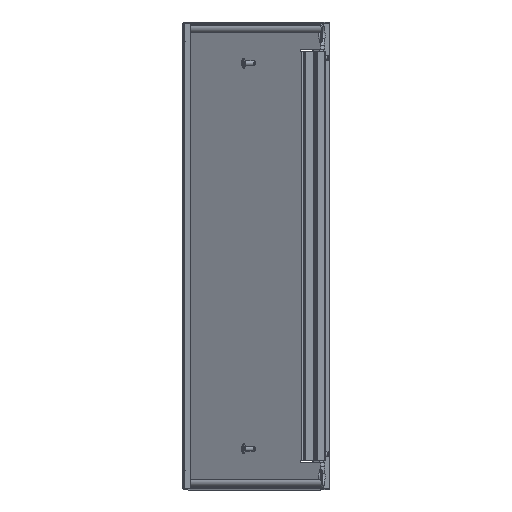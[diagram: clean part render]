
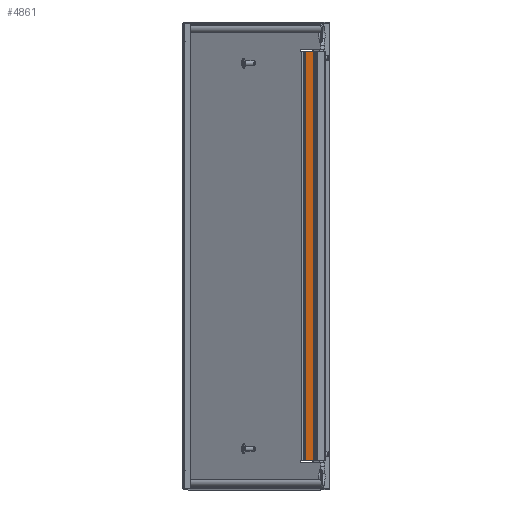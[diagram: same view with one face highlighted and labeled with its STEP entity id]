
A CAD part, left-side view. The second image highlights one B-rep face of the part: STEP entity #4861.
In plain terms, the highlighted face is planar.
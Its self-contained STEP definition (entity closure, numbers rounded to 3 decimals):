
#311 = CARTESIAN_POINT ( 'NONE',  ( -247.505, -16., 510.42 ) ) ;
#364 = CARTESIAN_POINT ( 'NONE',  ( -247.505, -16., 0. ) ) ;
#383 = VERTEX_POINT ( 'NONE', #8064 ) ;
#385 = EDGE_LOOP ( 'NONE', ( #7868, #3888, #590, #8248 ) ) ;
#427 = CARTESIAN_POINT ( 'NONE',  ( -247.505, -3.4, 510.42 ) ) ;
#447 = CARTESIAN_POINT ( 'NONE',  ( -247.505, 0., 15.42 ) ) ;
#590 = ORIENTED_EDGE ( 'NONE', *, *, #2557, .T. ) ;
#1057 = DIRECTION ( 'NONE',  ( 1., 0., 0. ) ) ;
#1201 = LINE ( 'NONE', #2069, #8523 ) ;
#1388 = EDGE_CURVE ( 'NONE', #3375, #4249, #1201, .T. ) ;
#1648 = LINE ( 'NONE', #447, #4557 ) ;
#1830 = DIRECTION ( 'NONE',  ( 0., -1., 0. ) ) ;
#1920 = CARTESIAN_POINT ( 'NONE',  ( -247.505, -16., 15.42 ) ) ;
#2069 = CARTESIAN_POINT ( 'NONE',  ( -247.505, 0., 510.42 ) ) ;
#2418 = DIRECTION ( 'NONE',  ( 0., 0., 1. ) ) ;
#2557 = EDGE_CURVE ( 'NONE', #2950, #3375, #4835, .T. ) ;
#2665 = VECTOR ( 'NONE', #5116, 1000. ) ;
#2950 = VERTEX_POINT ( 'NONE', #1920 ) ;
#3329 = EDGE_CURVE ( 'NONE', #383, #4249, #3383, .T. ) ;
#3375 = VERTEX_POINT ( 'NONE', #311 ) ;
#3383 = LINE ( 'NONE', #6042, #8403 ) ;
#3466 = FACE_OUTER_BOUND ( 'NONE', #385, .T. ) ;
#3888 = ORIENTED_EDGE ( 'NONE', *, *, #7434, .T. ) ;
#4208 = AXIS2_PLACEMENT_3D ( 'NONE', #5709, #1057, #7077 ) ;
#4249 = VERTEX_POINT ( 'NONE', #427 ) ;
#4557 = VECTOR ( 'NONE', #1830, 1000. ) ;
#4835 = LINE ( 'NONE', #364, #2665 ) ;
#4861 = ADVANCED_FACE ( 'NONE', ( #3466 ), #7663, .F. ) ;
#5116 = DIRECTION ( 'NONE',  ( 0., 0., 1. ) ) ;
#5709 = CARTESIAN_POINT ( 'NONE',  ( -247.505, 0., 0. ) ) ;
#6042 = CARTESIAN_POINT ( 'NONE',  ( -247.505, -3.4, 15.42 ) ) ;
#7077 = DIRECTION ( 'NONE',  ( 0., 1., 0. ) ) ;
#7295 = DIRECTION ( 'NONE',  ( 0., 1., 0. ) ) ;
#7434 = EDGE_CURVE ( 'NONE', #383, #2950, #1648, .T. ) ;
#7663 = PLANE ( 'NONE',  #4208 ) ;
#7868 = ORIENTED_EDGE ( 'NONE', *, *, #3329, .F. ) ;
#8064 = CARTESIAN_POINT ( 'NONE',  ( -247.505, -3.4, 15.42 ) ) ;
#8248 = ORIENTED_EDGE ( 'NONE', *, *, #1388, .T. ) ;
#8403 = VECTOR ( 'NONE', #2418, 1000. ) ;
#8523 = VECTOR ( 'NONE', #7295, 1000. ) ;
